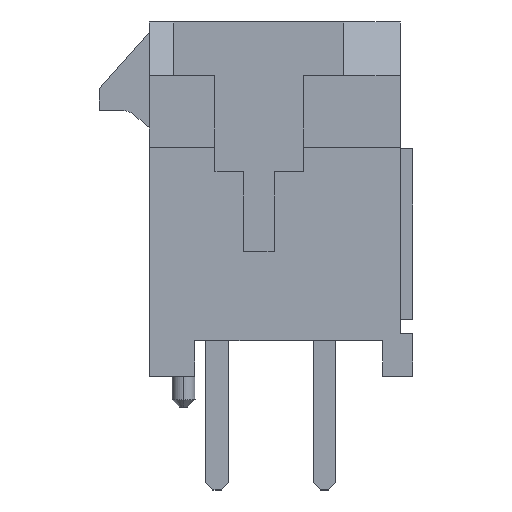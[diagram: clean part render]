
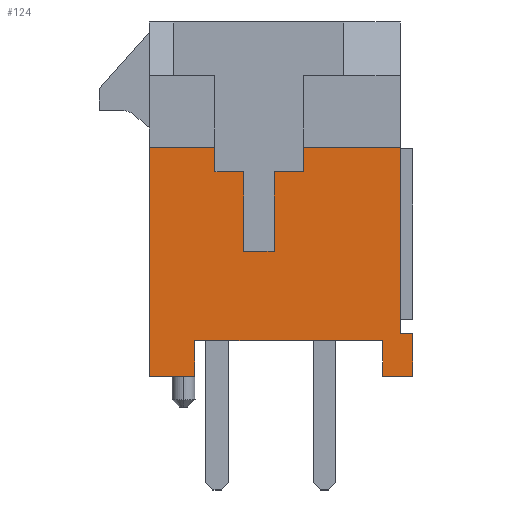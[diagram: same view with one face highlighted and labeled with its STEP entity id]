
A CAD part, left-side view. The second image highlights one B-rep face of the part: STEP entity #124.
In plain terms, the highlighted planar face has unit normal (-1, 0, 0).
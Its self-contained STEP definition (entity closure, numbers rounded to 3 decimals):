
#6 = CARTESIAN_POINT ( 'NONE',  ( -8.075, 2.126, 1. ) ) ;
#124 = ADVANCED_FACE ( 'NONE', ( #23913 ), #6761, .F. ) ;
#133 = CARTESIAN_POINT ( 'NONE',  ( -8.075, -0.092, 5.72 ) ) ;
#193 = LINE ( 'NONE', #11989, #3982 ) ;
#233 = CARTESIAN_POINT ( 'NONE',  ( -8.075, 2.126, 1. ) ) ;
#302 = VECTOR ( 'NONE', #4637, 1000. ) ;
#431 = ORIENTED_EDGE ( 'NONE', *, *, #3480, .T. ) ;
#512 = EDGE_CURVE ( 'NONE', #9345, #11773, #4184, .T. ) ;
#536 = VECTOR ( 'NONE', #9457, 1000. ) ;
#683 = DIRECTION ( 'NONE',  ( 0., 0., -1. ) ) ;
#987 = DIRECTION ( 'NONE',  ( 0., 0., -1. ) ) ;
#1249 = CARTESIAN_POINT ( 'NONE',  ( -8.075, 0.764, 5.72 ) ) ;
#1290 = LINE ( 'NONE', #8989, #18455 ) ;
#1425 = ORIENTED_EDGE ( 'NONE', *, *, #16325, .F. ) ;
#1468 = CARTESIAN_POINT ( 'NONE',  ( -8.075, 0.764, 5.72 ) ) ;
#1591 = DIRECTION ( 'NONE',  ( 0., -1., 0. ) ) ;
#1707 = DIRECTION ( 'NONE',  ( 1., 0., 0. ) ) ;
#1774 = LINE ( 'NONE', #11449, #21190 ) ;
#1942 = DIRECTION ( 'NONE',  ( 0., 0., -1. ) ) ;
#2129 = EDGE_CURVE ( 'NONE', #5033, #11604, #11147, .T. ) ;
#2205 = CARTESIAN_POINT ( 'NONE',  ( -8.075, 2.126, 0. ) ) ;
#2376 = EDGE_CURVE ( 'NONE', #5033, #10481, #23270, .T. ) ;
#2386 = CARTESIAN_POINT ( 'NONE',  ( -8.075, -0.905, 5.72 ) ) ;
#2575 = CARTESIAN_POINT ( 'NONE',  ( -8.075, -3.125, 1. ) ) ;
#2783 = ORIENTED_EDGE ( 'NONE', *, *, #11627, .F. ) ;
#2989 = VERTEX_POINT ( 'NONE', #18577 ) ;
#2999 = CARTESIAN_POINT ( 'NONE',  ( -8.075, -3.97, 0. ) ) ;
#3121 = ORIENTED_EDGE ( 'NONE', *, *, #18612, .T. ) ;
#3480 = EDGE_CURVE ( 'NONE', #11604, #4028, #1290, .T. ) ;
#3556 = LINE ( 'NONE', #20635, #9333 ) ;
#3942 = CARTESIAN_POINT ( 'NONE',  ( -8.075, 3.4, 6.41 ) ) ;
#3982 = VECTOR ( 'NONE', #13756, 1000. ) ;
#4028 = VERTEX_POINT ( 'NONE', #2205 ) ;
#4184 = LINE ( 'NONE', #10009, #22649 ) ;
#4318 = VECTOR ( 'NONE', #1591, 1000. ) ;
#4368 = VECTOR ( 'NONE', #8725, 1000. ) ;
#4637 = DIRECTION ( 'NONE',  ( 0., 1., 0. ) ) ;
#4660 = VERTEX_POINT ( 'NONE', #2999 ) ;
#4989 = VECTOR ( 'NONE', #17401, 1000. ) ;
#5009 = CARTESIAN_POINT ( 'NONE',  ( -8.075, -3.97, 1.2 ) ) ;
#5033 = VERTEX_POINT ( 'NONE', #18960 ) ;
#5395 = LINE ( 'NONE', #6, #19152 ) ;
#5609 = CARTESIAN_POINT ( 'NONE',  ( -8.075, 3.4, 9.91 ) ) ;
#5734 = AXIS2_PLACEMENT_3D ( 'NONE', #5609, #1707, #13393 ) ;
#6058 = VERTEX_POINT ( 'NONE', #23792 ) ;
#6085 = CARTESIAN_POINT ( 'NONE',  ( -8.075, 3.4, 6.41 ) ) ;
#6164 = CARTESIAN_POINT ( 'NONE',  ( -8.075, 1.563, 6.41 ) ) ;
#6599 = CARTESIAN_POINT ( 'NONE',  ( -8.075, 0.764, 3.491 ) ) ;
#6761 = PLANE ( 'NONE',  #5734 ) ;
#7053 = EDGE_CURVE ( 'NONE', #13995, #4660, #15704, .T. ) ;
#7473 = ORIENTED_EDGE ( 'NONE', *, *, #18780, .T. ) ;
#7489 = LINE ( 'NONE', #3942, #4989 ) ;
#7636 = CARTESIAN_POINT ( 'NONE',  ( -8.075, 3.4, 9.91 ) ) ;
#7818 = VERTEX_POINT ( 'NONE', #15397 ) ;
#8027 = ORIENTED_EDGE ( 'NONE', *, *, #17011, .T. ) ;
#8061 = CARTESIAN_POINT ( 'NONE',  ( -8.075, -3.62, 0. ) ) ;
#8312 = VECTOR ( 'NONE', #21434, 1000. ) ;
#8556 = LINE ( 'NONE', #5009, #302 ) ;
#8725 = DIRECTION ( 'NONE',  ( 0., -1., 0. ) ) ;
#8989 = CARTESIAN_POINT ( 'NONE',  ( -8.075, 3.4, 0. ) ) ;
#9200 = EDGE_CURVE ( 'NONE', #6058, #21539, #22970, .T. ) ;
#9288 = CARTESIAN_POINT ( 'NONE',  ( -8.075, 1.563, 5.72 ) ) ;
#9333 = VECTOR ( 'NONE', #16630, 1000. ) ;
#9345 = VERTEX_POINT ( 'NONE', #2386 ) ;
#9457 = DIRECTION ( 'NONE',  ( 0., -1., 0. ) ) ;
#10009 = CARTESIAN_POINT ( 'NONE',  ( -8.075, -0.905, 5.72 ) ) ;
#10369 = ORIENTED_EDGE ( 'NONE', *, *, #10888, .F. ) ;
#10481 = VERTEX_POINT ( 'NONE', #6164 ) ;
#10860 = ORIENTED_EDGE ( 'NONE', *, *, #2376, .F. ) ;
#10888 = EDGE_CURVE ( 'NONE', #11689, #9345, #17346, .T. ) ;
#11067 = DIRECTION ( 'NONE',  ( 0., -1., 0. ) ) ;
#11147 = LINE ( 'NONE', #7636, #22595 ) ;
#11449 = CARTESIAN_POINT ( 'NONE',  ( -8.075, 2.126, 0. ) ) ;
#11604 = VERTEX_POINT ( 'NONE', #23498 ) ;
#11627 = EDGE_CURVE ( 'NONE', #10481, #21592, #3556, .T. ) ;
#11689 = VERTEX_POINT ( 'NONE', #13736 ) ;
#11773 = VERTEX_POINT ( 'NONE', #22872 ) ;
#11845 = DIRECTION ( 'NONE',  ( 0., 0., 1. ) ) ;
#11989 = CARTESIAN_POINT ( 'NONE',  ( -8.075, 0.764, 3.491 ) ) ;
#12350 = CARTESIAN_POINT ( 'NONE',  ( -8.075, 3.4, 0. ) ) ;
#12400 = EDGE_CURVE ( 'NONE', #21965, #7818, #16405, .T. ) ;
#12575 = EDGE_LOOP ( 'NONE', ( #18422, #12823, #10369, #16159, #20771, #16618, #1425, #2783, #10860, #14900, #431, #8027, #7473, #15811, #17523, #19383, #3121, #20617 ) ) ;
#12823 = ORIENTED_EDGE ( 'NONE', *, *, #512, .F. ) ;
#12926 = LINE ( 'NONE', #20849, #15948 ) ;
#13151 = VERTEX_POINT ( 'NONE', #233 ) ;
#13393 = DIRECTION ( 'NONE',  ( 0., 1., 0. ) ) ;
#13590 = CARTESIAN_POINT ( 'NONE',  ( -8.075, -3.62, 6.41 ) ) ;
#13736 = CARTESIAN_POINT ( 'NONE',  ( -8.075, -0.092, 5.72 ) ) ;
#13756 = DIRECTION ( 'NONE',  ( 0., -1., 0. ) ) ;
#13771 = DIRECTION ( 'NONE',  ( 0., -1., 0. ) ) ;
#13995 = VERTEX_POINT ( 'NONE', #15512 ) ;
#14304 = VERTEX_POINT ( 'NONE', #1249 ) ;
#14900 = ORIENTED_EDGE ( 'NONE', *, *, #2129, .T. ) ;
#15391 = EDGE_CURVE ( 'NONE', #14304, #16562, #20328, .T. ) ;
#15397 = CARTESIAN_POINT ( 'NONE',  ( -8.075, -3.125, 0. ) ) ;
#15512 = CARTESIAN_POINT ( 'NONE',  ( -8.075, -3.97, 1.2 ) ) ;
#15704 = LINE ( 'NONE', #23287, #8312 ) ;
#15742 = DIRECTION ( 'NONE',  ( 0., 0., 1. ) ) ;
#15811 = ORIENTED_EDGE ( 'NONE', *, *, #12400, .T. ) ;
#15948 = VECTOR ( 'NONE', #19209, 1000. ) ;
#16099 = EDGE_CURVE ( 'NONE', #2989, #11689, #12926, .T. ) ;
#16159 = ORIENTED_EDGE ( 'NONE', *, *, #16099, .F. ) ;
#16206 = VECTOR ( 'NONE', #683, 1000. ) ;
#16325 = EDGE_CURVE ( 'NONE', #21592, #14304, #17064, .T. ) ;
#16405 = LINE ( 'NONE', #21888, #16206 ) ;
#16562 = VERTEX_POINT ( 'NONE', #6599 ) ;
#16618 = ORIENTED_EDGE ( 'NONE', *, *, #15391, .F. ) ;
#16630 = DIRECTION ( 'NONE',  ( 0., 0., -1. ) ) ;
#17011 = EDGE_CURVE ( 'NONE', #4028, #13151, #1774, .T. ) ;
#17064 = LINE ( 'NONE', #9288, #4318 ) ;
#17244 = CARTESIAN_POINT ( 'NONE',  ( -8.075, 1.563, 5.72 ) ) ;
#17346 = LINE ( 'NONE', #133, #536 ) ;
#17401 = DIRECTION ( 'NONE',  ( 0., -1., 0. ) ) ;
#17523 = ORIENTED_EDGE ( 'NONE', *, *, #21064, .T. ) ;
#17643 = EDGE_CURVE ( 'NONE', #16562, #2989, #193, .T. ) ;
#18422 = ORIENTED_EDGE ( 'NONE', *, *, #22825, .F. ) ;
#18455 = VECTOR ( 'NONE', #20159, 1000. ) ;
#18525 = VECTOR ( 'NONE', #15742, 1000. ) ;
#18577 = CARTESIAN_POINT ( 'NONE',  ( -8.075, -0.092, 3.491 ) ) ;
#18612 = EDGE_CURVE ( 'NONE', #13995, #6058, #8556, .T. ) ;
#18780 = EDGE_CURVE ( 'NONE', #13151, #21965, #5395, .T. ) ;
#18960 = CARTESIAN_POINT ( 'NONE',  ( -8.075, 3.4, 6.41 ) ) ;
#19152 = VECTOR ( 'NONE', #11067, 1000. ) ;
#19209 = DIRECTION ( 'NONE',  ( 0., 0., 1. ) ) ;
#19383 = ORIENTED_EDGE ( 'NONE', *, *, #7053, .F. ) ;
#20159 = DIRECTION ( 'NONE',  ( 0., -1., 0. ) ) ;
#20328 = LINE ( 'NONE', #1468, #21913 ) ;
#20617 = ORIENTED_EDGE ( 'NONE', *, *, #9200, .T. ) ;
#20635 = CARTESIAN_POINT ( 'NONE',  ( -8.075, 1.563, 8.41 ) ) ;
#20771 = ORIENTED_EDGE ( 'NONE', *, *, #17643, .F. ) ;
#20849 = CARTESIAN_POINT ( 'NONE',  ( -8.075, -0.092, 3.491 ) ) ;
#21064 = EDGE_CURVE ( 'NONE', #7818, #4660, #21660, .T. ) ;
#21190 = VECTOR ( 'NONE', #22864, 1000. ) ;
#21434 = DIRECTION ( 'NONE',  ( 0., 0., -1. ) ) ;
#21539 = VERTEX_POINT ( 'NONE', #13590 ) ;
#21592 = VERTEX_POINT ( 'NONE', #17244 ) ;
#21660 = LINE ( 'NONE', #12350, #4368 ) ;
#21805 = VECTOR ( 'NONE', #13771, 1000. ) ;
#21888 = CARTESIAN_POINT ( 'NONE',  ( -8.075, -3.125, 0. ) ) ;
#21913 = VECTOR ( 'NONE', #987, 1000. ) ;
#21965 = VERTEX_POINT ( 'NONE', #2575 ) ;
#22595 = VECTOR ( 'NONE', #1942, 1000. ) ;
#22649 = VECTOR ( 'NONE', #11845, 1000. ) ;
#22825 = EDGE_CURVE ( 'NONE', #11773, #21539, #7489, .T. ) ;
#22864 = DIRECTION ( 'NONE',  ( 0., 0., 1. ) ) ;
#22872 = CARTESIAN_POINT ( 'NONE',  ( -8.075, -0.905, 6.41 ) ) ;
#22970 = LINE ( 'NONE', #8061, #18525 ) ;
#23270 = LINE ( 'NONE', #6085, #21805 ) ;
#23287 = CARTESIAN_POINT ( 'NONE',  ( -8.075, -3.97, 0. ) ) ;
#23498 = CARTESIAN_POINT ( 'NONE',  ( -8.075, 3.4, 0. ) ) ;
#23792 = CARTESIAN_POINT ( 'NONE',  ( -8.075, -3.62, 1.2 ) ) ;
#23913 = FACE_OUTER_BOUND ( 'NONE', #12575, .T. ) ;
